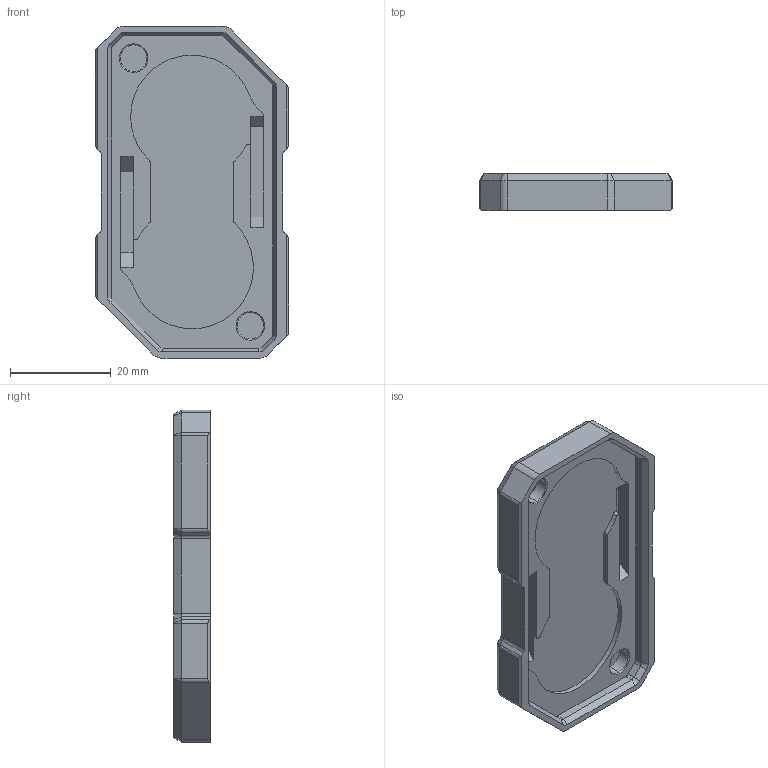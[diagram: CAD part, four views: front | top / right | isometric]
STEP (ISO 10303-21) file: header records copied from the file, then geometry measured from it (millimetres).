
FILE_DESCRIPTION (( 'STEP AP203' ), '1' );
FILE_NAME ('C2_Top.STEP', '2024-06-12T20:16:52', ( '' ), ( '' ), 'SwSTEP 2.0', 'SolidWorks 2020', '' );
FILE_SCHEMA (( 'CONFIG_CONTROL_DESIGN' ));
Length unit declared in the file: millimetre
Products named in the file (1): C2_Top
Bounding box: 38.4 x 7.3 x 66 mm (x, y, z)
Volume: 9949.2 mm3; surface area: 6748.5 mm2
Topology: 1 solids, 1 shells, 141 faces, 351 edges, 216 vertices
Faces by surface type: plane 70, cylinder 43, cone 28
Entity records: 4216 total; most frequent: DIRECTION 733, CARTESIAN_POINT 733, ORIENTED_EDGE 702, EDGE_CURVE 351, AXIS2_PLACEMENT_3D 248, VECTOR 237, LINE 237, VERTEX_POINT 216
